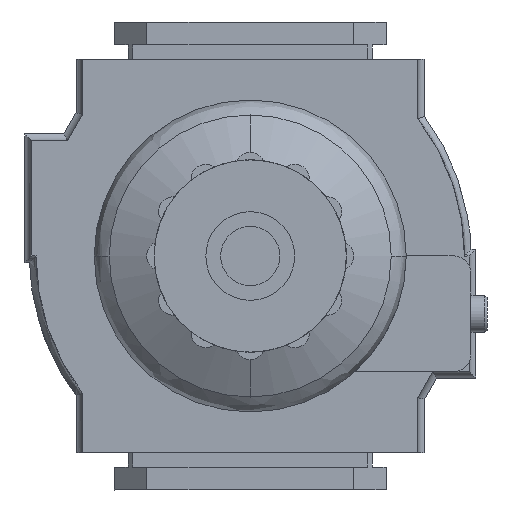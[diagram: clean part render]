
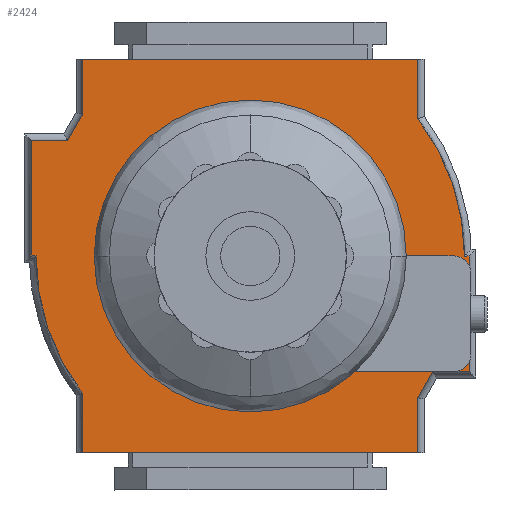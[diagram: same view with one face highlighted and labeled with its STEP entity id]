
A CAD part, front view. The second image highlights one B-rep face of the part: STEP entity #2424.
In plain terms, the highlighted face is planar.
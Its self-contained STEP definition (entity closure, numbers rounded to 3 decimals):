
#37 = VECTOR ( 'NONE', #5640, 1000. ) ;
#97 = EDGE_CURVE ( 'NONE', #4819, #1656, #3020, .T. ) ;
#110 = EDGE_CURVE ( 'NONE', #3000, #1098, #776, .T. ) ;
#136 = ORIENTED_EDGE ( 'NONE', *, *, #2292, .F. ) ;
#240 = LINE ( 'NONE', #8840, #8351 ) ;
#329 = ORIENTED_EDGE ( 'NONE', *, *, #97, .F. ) ;
#335 = CARTESIAN_POINT ( 'NONE',  ( 23., 30.9, 0. ) ) ;
#392 = DIRECTION ( 'NONE',  ( 0., 0., -1. ) ) ;
#450 = VERTEX_POINT ( 'NONE', #6680 ) ;
#483 = DIRECTION ( 'NONE',  ( 0., -1., 0. ) ) ;
#558 = EDGE_CURVE ( 'NONE', #844, #7551, #1168, .T. ) ;
#623 = EDGE_CURVE ( 'NONE', #7551, #10783, #8001, .T. ) ;
#642 = CARTESIAN_POINT ( 'NONE',  ( -18., 30.9, 21.125 ) ) ;
#776 = LINE ( 'NONE', #2600, #3811 ) ;
#808 = LINE ( 'NONE', #642, #10424 ) ;
#844 = VERTEX_POINT ( 'NONE', #919 ) ;
#857 = ORIENTED_EDGE ( 'NONE', *, *, #4578, .F. ) ;
#873 = PLANE ( 'NONE',  #10818 ) ;
#919 = CARTESIAN_POINT ( 'NONE',  ( -23., 30.9, 0. ) ) ;
#965 = CARTESIAN_POINT ( 'NONE',  ( -18., 30.9, 14.731 ) ) ;
#984 = DIRECTION ( 'NONE',  ( -1., 0., 0. ) ) ;
#1057 = CARTESIAN_POINT ( 'NONE',  ( 18., 30.9, 21.125 ) ) ;
#1063 = ORIENTED_EDGE ( 'NONE', *, *, #5110, .F. ) ;
#1098 = VERTEX_POINT ( 'NONE', #9016 ) ;
#1117 = CARTESIAN_POINT ( 'NONE',  ( -23.5, 30.9, 0. ) ) ;
#1154 = DIRECTION ( 'NONE',  ( 0., 1., 0. ) ) ;
#1168 = LINE ( 'NONE', #6140, #3570 ) ;
#1329 = LINE ( 'NONE', #7500, #9921 ) ;
#1364 = DIRECTION ( 'NONE',  ( -1., 0., 0. ) ) ;
#1377 = ORIENTED_EDGE ( 'NONE', *, *, #623, .F. ) ;
#1445 = CARTESIAN_POINT ( 'NONE',  ( 23.5, 30.9, 0. ) ) ;
#1564 = VECTOR ( 'NONE', #1733, 1000. ) ;
#1588 = VECTOR ( 'NONE', #392, 1000. ) ;
#1656 = VERTEX_POINT ( 'NONE', #3911 ) ;
#1733 = DIRECTION ( 'NONE',  ( -1., 0., 0. ) ) ;
#1819 = LINE ( 'NONE', #8586, #9735 ) ;
#1848 = ORIENTED_EDGE ( 'NONE', *, *, #558, .F. ) ;
#1861 = LINE ( 'NONE', #6748, #1564 ) ;
#1951 = VERTEX_POINT ( 'NONE', #965 ) ;
#2031 = CIRCLE ( 'NONE', #6826, 24.2 ) ;
#2172 = VECTOR ( 'NONE', #2918, 1000. ) ;
#2292 = EDGE_CURVE ( 'NONE', #10783, #10296, #7087, .T. ) ;
#2313 = CARTESIAN_POINT ( 'NONE',  ( 1.2, 30.9, 0. ) ) ;
#2337 = EDGE_CURVE ( 'NONE', #450, #3000, #240, .T. ) ;
#2420 = DIRECTION ( 'NONE',  ( 0., 0., 1. ) ) ;
#2424 = ADVANCED_FACE ( 'NONE', ( #5127 ), #873, .T. ) ;
#2435 = ORIENTED_EDGE ( 'NONE', *, *, #6915, .F. ) ;
#2481 = CARTESIAN_POINT ( 'NONE',  ( 18., 30.9, -14.731 ) ) ;
#2490 = CARTESIAN_POINT ( 'NONE',  ( -23.5, 30.9, -12.4 ) ) ;
#2577 = DIRECTION ( 'NONE',  ( 0.496, 0., -0.868 ) ) ;
#2600 = CARTESIAN_POINT ( 'NONE',  ( -18., 30.9, -21.125 ) ) ;
#2654 = ORIENTED_EDGE ( 'NONE', *, *, #5385, .F. ) ;
#2676 = CARTESIAN_POINT ( 'NONE',  ( 18., 30.9, 15.2 ) ) ;
#2802 = CARTESIAN_POINT ( 'NONE',  ( -23.5, 30.9, -12.4 ) ) ;
#2918 = DIRECTION ( 'NONE',  ( 1., 0., 0. ) ) ;
#2965 = DIRECTION ( 'NONE',  ( 0., -1., 0. ) ) ;
#3000 = VERTEX_POINT ( 'NONE', #6698 ) ;
#3020 = LINE ( 'NONE', #1445, #37 ) ;
#3378 = VECTOR ( 'NONE', #10271, 1000. ) ;
#3415 = CARTESIAN_POINT ( 'NONE',  ( 19.6, 30.9, 12.4 ) ) ;
#3570 = VECTOR ( 'NONE', #7073, 1000. ) ;
#3708 = CARTESIAN_POINT ( 'NONE',  ( -1.2, 30.9, 0. ) ) ;
#3811 = VECTOR ( 'NONE', #4128, 1000. ) ;
#3911 = CARTESIAN_POINT ( 'NONE',  ( 23.5, 30.9, 12.4 ) ) ;
#4128 = DIRECTION ( 'NONE',  ( 1., 0., 0. ) ) ;
#4394 = VECTOR ( 'NONE', #2420, 1000. ) ;
#4578 = EDGE_CURVE ( 'NONE', #7786, #1951, #808, .T. ) ;
#4655 = DIRECTION ( 'NONE',  ( 0., 0., -1. ) ) ;
#4659 = EDGE_CURVE ( 'NONE', #7622, #7786, #1861, .T. ) ;
#4679 = VECTOR ( 'NONE', #8888, 1000. ) ;
#4819 = VERTEX_POINT ( 'NONE', #8331 ) ;
#4956 = EDGE_CURVE ( 'NONE', #10086, #5901, #10973, .T. ) ;
#4999 = AXIS2_PLACEMENT_3D ( 'NONE', #3708, #2965, #5539 ) ;
#5005 = LINE ( 'NONE', #8290, #10833 ) ;
#5050 = EDGE_CURVE ( 'NONE', #5271, #10624, #9203, .T. ) ;
#5110 = EDGE_CURVE ( 'NONE', #5901, #7622, #1329, .T. ) ;
#5127 = FACE_OUTER_BOUND ( 'NONE', #10123, .T. ) ;
#5271 = VERTEX_POINT ( 'NONE', #2481 ) ;
#5291 = CARTESIAN_POINT ( 'NONE',  ( 0., 30.9, 0. ) ) ;
#5356 = ORIENTED_EDGE ( 'NONE', *, *, #4956, .F. ) ;
#5385 = EDGE_CURVE ( 'NONE', #1656, #10086, #1819, .T. ) ;
#5539 = DIRECTION ( 'NONE',  ( 1., 0., 0. ) ) ;
#5640 = DIRECTION ( 'NONE',  ( 0., 0., 1. ) ) ;
#5901 = VERTEX_POINT ( 'NONE', #2676 ) ;
#5939 = CARTESIAN_POINT ( 'NONE',  ( -19.6, 30.9, -12.4 ) ) ;
#5988 = ORIENTED_EDGE ( 'NONE', *, *, #10078, .F. ) ;
#6140 = CARTESIAN_POINT ( 'NONE',  ( -23., 30.9, 0. ) ) ;
#6408 = CARTESIAN_POINT ( 'NONE',  ( 23., 30.9, 0. ) ) ;
#6603 = CARTESIAN_POINT ( 'NONE',  ( 18., 30.9, -21.125 ) ) ;
#6680 = CARTESIAN_POINT ( 'NONE',  ( -18., 30.9, -15.2 ) ) ;
#6698 = CARTESIAN_POINT ( 'NONE',  ( -18., 30.9, -21.125 ) ) ;
#6748 = CARTESIAN_POINT ( 'NONE',  ( 18., 30.9, 21.125 ) ) ;
#6817 = ORIENTED_EDGE ( 'NONE', *, *, #8017, .F. ) ;
#6826 = AXIS2_PLACEMENT_3D ( 'NONE', #2313, #483, #1364 ) ;
#6884 = ORIENTED_EDGE ( 'NONE', *, *, #5050, .F. ) ;
#6915 = EDGE_CURVE ( 'NONE', #1098, #5271, #10024, .T. ) ;
#7073 = DIRECTION ( 'NONE',  ( -1., 0., 0. ) ) ;
#7087 = LINE ( 'NONE', #2802, #2172 ) ;
#7500 = CARTESIAN_POINT ( 'NONE',  ( 18., 30.9, 15.2 ) ) ;
#7551 = VERTEX_POINT ( 'NONE', #1117 ) ;
#7622 = VERTEX_POINT ( 'NONE', #1057 ) ;
#7786 = VERTEX_POINT ( 'NONE', #8696 ) ;
#7821 = DIRECTION ( 'NONE',  ( 0., 0., 1. ) ) ;
#8001 = LINE ( 'NONE', #8886, #1588 ) ;
#8017 = EDGE_CURVE ( 'NONE', #10296, #450, #5005, .T. ) ;
#8053 = LINE ( 'NONE', #6408, #4679 ) ;
#8178 = DIRECTION ( 'NONE',  ( 0., 0., -1. ) ) ;
#8290 = CARTESIAN_POINT ( 'NONE',  ( -19.6, 30.9, -12.4 ) ) ;
#8302 = DIRECTION ( 'NONE',  ( 0., 0., 1. ) ) ;
#8331 = CARTESIAN_POINT ( 'NONE',  ( 23.5, 30.9, 0. ) ) ;
#8351 = VECTOR ( 'NONE', #4655, 1000. ) ;
#8552 = ORIENTED_EDGE ( 'NONE', *, *, #10574, .F. ) ;
#8586 = CARTESIAN_POINT ( 'NONE',  ( 23.5, 30.9, 12.4 ) ) ;
#8696 = CARTESIAN_POINT ( 'NONE',  ( -18., 30.9, 21.125 ) ) ;
#8751 = ORIENTED_EDGE ( 'NONE', *, *, #110, .F. ) ;
#8840 = CARTESIAN_POINT ( 'NONE',  ( -18., 30.9, -15.2 ) ) ;
#8886 = CARTESIAN_POINT ( 'NONE',  ( -23.5, 30.9, 0. ) ) ;
#8888 = DIRECTION ( 'NONE',  ( 1., 0., 0. ) ) ;
#9016 = CARTESIAN_POINT ( 'NONE',  ( 18., 30.9, -21.125 ) ) ;
#9203 = CIRCLE ( 'NONE', #4999, 24.2 ) ;
#9410 = ORIENTED_EDGE ( 'NONE', *, *, #2337, .F. ) ;
#9735 = VECTOR ( 'NONE', #984, 1000. ) ;
#9921 = VECTOR ( 'NONE', #8302, 1000. ) ;
#10013 = ORIENTED_EDGE ( 'NONE', *, *, #4659, .F. ) ;
#10024 = LINE ( 'NONE', #6603, #4394 ) ;
#10078 = EDGE_CURVE ( 'NONE', #1951, #844, #2031, .T. ) ;
#10086 = VERTEX_POINT ( 'NONE', #10633 ) ;
#10123 = EDGE_LOOP ( 'NONE', ( #8552, #6884, #2435, #8751, #9410, #6817, #136, #1377, #1848, #5988, #857, #10013, #1063, #5356, #2654, #329 ) ) ;
#10271 = DIRECTION ( 'NONE',  ( -0.496, 0., 0.868 ) ) ;
#10296 = VERTEX_POINT ( 'NONE', #5939 ) ;
#10424 = VECTOR ( 'NONE', #8178, 1000. ) ;
#10574 = EDGE_CURVE ( 'NONE', #10624, #4819, #8053, .T. ) ;
#10624 = VERTEX_POINT ( 'NONE', #335 ) ;
#10633 = CARTESIAN_POINT ( 'NONE',  ( 19.6, 30.9, 12.4 ) ) ;
#10783 = VERTEX_POINT ( 'NONE', #2490 ) ;
#10818 = AXIS2_PLACEMENT_3D ( 'NONE', #5291, #1154, #7821 ) ;
#10833 = VECTOR ( 'NONE', #2577, 1000. ) ;
#10973 = LINE ( 'NONE', #3415, #3378 ) ;
